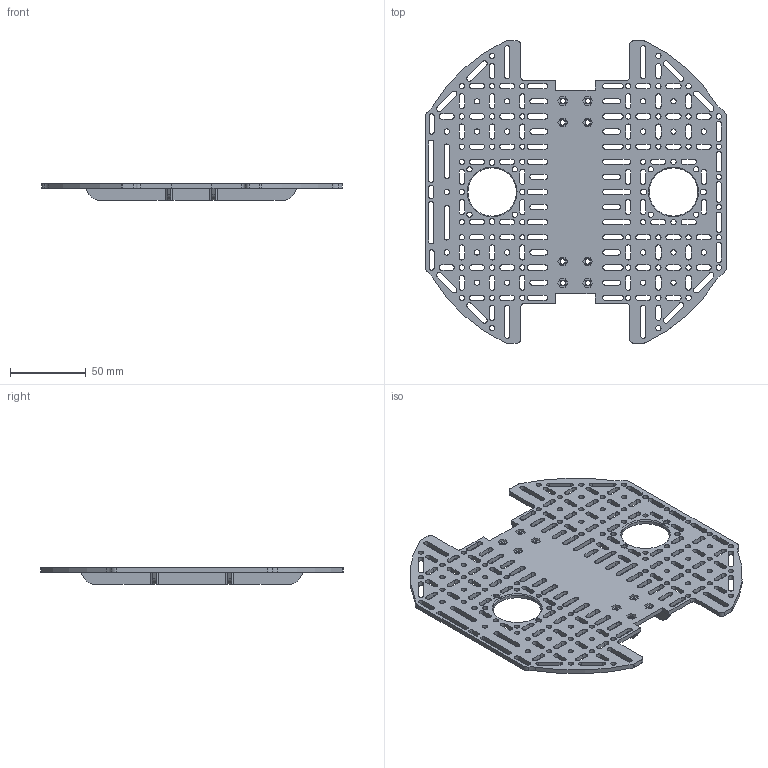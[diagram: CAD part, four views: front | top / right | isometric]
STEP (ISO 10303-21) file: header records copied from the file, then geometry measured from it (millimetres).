
FILE_DESCRIPTION(('STEP AP242'), '1');
FILE_NAME('V611', '', ('UNSPECIFIED'), ('UNSPECIFIED'), 'C3D Converter', 'C3D Toolkit', '');
FILE_SCHEMA(('AP242_MANAGED_MODEL_BASED_3D_ENGINEERING_MIM_LF { 1 0 10303 442 1 1 4 }'));
Length unit declared in the file: millimetre
Products named in the file (5): -02; -06
Assembly tree (9 placements, depth 3):
  (unnamed)
    -02  x3
      (unnamed)
    -06  x4
      (unnamed)
Bounding box: 199 x 200 x 11 mm (x, y, z)
Volume: 80674.3 mm3; surface area: 73264 mm2
Topology: 1 solids, 1 shells, 972 faces, 2833 edges, 1873 vertices
Faces by surface type: plane 518, cylinder 417, extrusion 35, cone 2
Full cylindrical faces by diameter (mm): 3.4 x8, 3.5 x85, 32 x2
Entity records: 33128 total; most frequent: CARTESIAN_POINT 5801, ORIENTED_EDGE 5472, DIRECTION 5455, EDGE_CURVE 2736, VERTEX_POINT 1872, VECTOR 1841, AXIS2_PLACEMENT_3D 1807, LINE 1806
